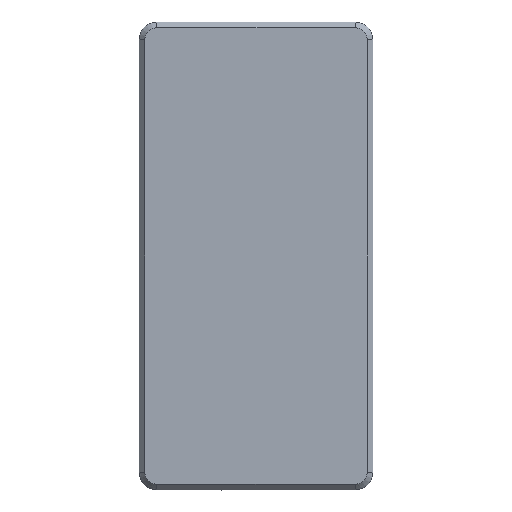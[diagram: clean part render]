
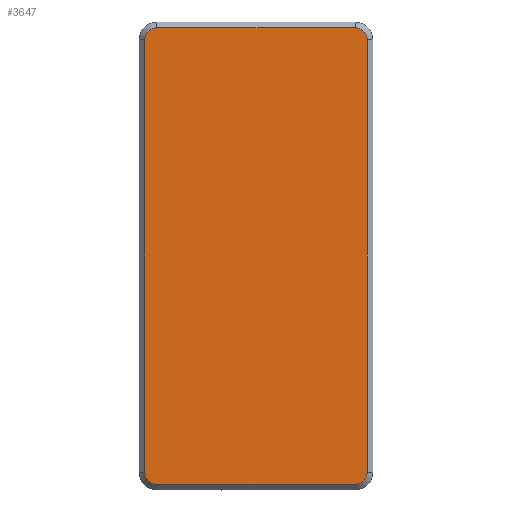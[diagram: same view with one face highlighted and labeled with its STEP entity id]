
A CAD part, front view. The second image highlights one B-rep face of the part: STEP entity #3647.
In plain terms, the highlighted planar face has unit normal (0, -1, 0).
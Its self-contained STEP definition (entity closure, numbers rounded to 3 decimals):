
#28=CIRCLE('',#3848,1.);
#30=CIRCLE('',#3852,1.);
#32=CIRCLE('',#3856,1.);
#34=CIRCLE('',#3860,1.);
#193=FACE_OUTER_BOUND('',#400,.T.);
#400=EDGE_LOOP('',(#2947,#2948,#2949,#2950,#2951,#2952,#2953,#2954));
#843=LINE('',#5638,#1342);
#846=LINE('',#5647,#1345);
#849=LINE('',#5656,#1348);
#852=LINE('',#5664,#1351);
#1342=VECTOR('',#4593,10.);
#1345=VECTOR('',#4604,10.);
#1348=VECTOR('',#4615,10.);
#1351=VECTOR('',#4626,10.);
#1711=VERTEX_POINT('',#5630);
#1712=VERTEX_POINT('',#5633);
#1713=VERTEX_POINT('',#5637);
#1714=VERTEX_POINT('',#5641);
#1715=VERTEX_POINT('',#5646);
#1716=VERTEX_POINT('',#5650);
#1717=VERTEX_POINT('',#5655);
#1718=VERTEX_POINT('',#5659);
#2144=EDGE_CURVE('',#1712,#1711,#28,.T.);
#2145=EDGE_CURVE('',#1711,#1713,#843,.T.);
#2149=EDGE_CURVE('',#1713,#1714,#30,.T.);
#2150=EDGE_CURVE('',#1714,#1715,#846,.T.);
#2154=EDGE_CURVE('',#1715,#1716,#32,.T.);
#2155=EDGE_CURVE('',#1716,#1717,#849,.T.);
#2159=EDGE_CURVE('',#1717,#1718,#34,.T.);
#2160=EDGE_CURVE('',#1718,#1712,#852,.T.);
#2947=ORIENTED_EDGE('',*,*,#2144,.F.);
#2948=ORIENTED_EDGE('',*,*,#2160,.F.);
#2949=ORIENTED_EDGE('',*,*,#2159,.F.);
#2950=ORIENTED_EDGE('',*,*,#2155,.F.);
#2951=ORIENTED_EDGE('',*,*,#2154,.F.);
#2952=ORIENTED_EDGE('',*,*,#2150,.F.);
#2953=ORIENTED_EDGE('',*,*,#2149,.F.);
#2954=ORIENTED_EDGE('',*,*,#2145,.F.);
#3442=PLANE('',#3866);
#3647=ADVANCED_FACE('',(#193),#3442,.T.);
#3848=AXIS2_PLACEMENT_3D('',#5635,#4589,#4590);
#3852=AXIS2_PLACEMENT_3D('',#5644,#4600,#4601);
#3856=AXIS2_PLACEMENT_3D('',#5653,#4611,#4612);
#3860=AXIS2_PLACEMENT_3D('',#5662,#4622,#4623);
#3866=AXIS2_PLACEMENT_3D('',#5669,#4635,#4636);
#4589=DIRECTION('center_axis',(0.,1.,0.));
#4590=DIRECTION('ref_axis',(-0.707,0.,0.707));
#4593=DIRECTION('',(1.,0.,0.));
#4600=DIRECTION('center_axis',(0.,1.,0.));
#4601=DIRECTION('ref_axis',(0.707,0.,0.707));
#4604=DIRECTION('',(0.,0.,-1.));
#4611=DIRECTION('center_axis',(0.,1.,0.));
#4612=DIRECTION('ref_axis',(0.707,0.,-0.707));
#4615=DIRECTION('',(-1.,0.,0.));
#4622=DIRECTION('center_axis',(0.,1.,0.));
#4623=DIRECTION('ref_axis',(-0.707,0.,-0.707));
#4626=DIRECTION('',(0.,0.,1.));
#4635=DIRECTION('center_axis',(0.,-1.,0.));
#4636=DIRECTION('ref_axis',(0.,0.,-1.));
#5630=CARTESIAN_POINT('',(-8.5,-3.,19.5));
#5633=CARTESIAN_POINT('',(-9.5,-3.,18.5));
#5635=CARTESIAN_POINT('Origin',(-8.5,-3.,18.5));
#5637=CARTESIAN_POINT('',(8.5,-3.,19.5));
#5638=CARTESIAN_POINT('',(5.,-3.,19.5));
#5641=CARTESIAN_POINT('',(9.5,-3.,18.5));
#5644=CARTESIAN_POINT('Origin',(8.5,-3.,18.5));
#5646=CARTESIAN_POINT('',(9.5,-3.,-18.5));
#5647=CARTESIAN_POINT('',(9.5,-3.,-10.));
#5650=CARTESIAN_POINT('',(8.5,-3.,-19.5));
#5653=CARTESIAN_POINT('Origin',(8.5,-3.,-18.5));
#5655=CARTESIAN_POINT('',(-8.5,-3.,-19.5));
#5656=CARTESIAN_POINT('',(-5.,-3.,-19.5));
#5659=CARTESIAN_POINT('',(-9.5,-3.,-18.5));
#5662=CARTESIAN_POINT('Origin',(-8.5,-3.,-18.5));
#5664=CARTESIAN_POINT('',(-9.5,-3.,10.));
#5669=CARTESIAN_POINT('Origin',(0.,-3.,0.));
